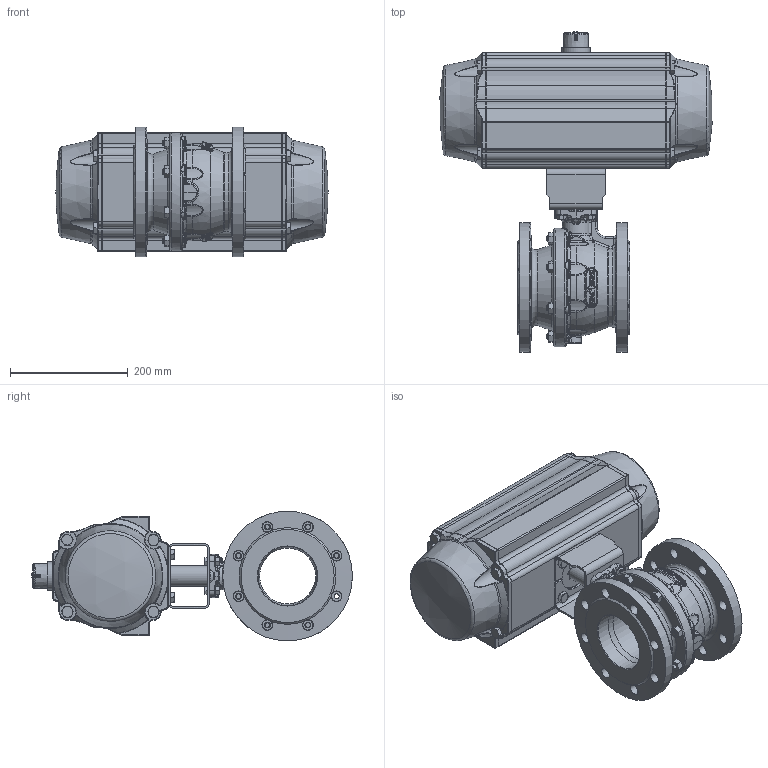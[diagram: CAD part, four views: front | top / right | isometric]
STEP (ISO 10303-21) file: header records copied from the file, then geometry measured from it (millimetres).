
FILE_DESCRIPTION(/* description */ ('Unknown','CAx-IF Rec.Pracs.---Representation and Presentation of Product Manufacturing Information (PMI)---4.0---2014-10-13','CAx-IF Rec.Pracs.---3D Tessellated Geometry---0.4---2014-09-14','2;1'),/* implementation_level */ '2;1');
FILE_NAME(/* name */ 'FR07 0919-12',/* time_stamp */ '2023-09-05T08:11:07+02:00',/* author */ ('Unknown'),/* organization */ ('Unknown'),/* preprocessor_version */ 'ST-DEVELOPER v18.102',/* originating_system */ 'Solid Edge',/* authorisation */ 'Unknown');
FILE_SCHEMA (('AP242_MANAGED_MODEL_BASED_3D_ENGINEERING_MIM_LF { 1 0 10303 442 1 1 4 }'));
Length unit declared in the file: millimetre
Products named in the file (15): FR07 0919-12; 49899018_Brücke F10-F07 Höhe 70; 4.170.100; DW08_FR07_(DW682_FR500); ____; ________(___________; _____________; ______; hexagon head bolts--product grade c gb_GB_FASTENER_BOLT_HHBC M12X55-N; cup head nib bolts with large head gb_GB_FASTENER_BOLT_CHNBW M6X25-N; KP-160; WUERTH 03228 hexagonal nut DIN 934  M8 A2 BLK_EDST; 49860501_Spindeladapter Edelstahl_SW27x27x25_Tasche SW17x17x15_BL88_ø
35; DIN 933 M8x20 A2-70 BLK_EDST; DIN 933 M10x25 A2-70 BLK_EDST
Assembly tree (32 placements, depth 4):
  FR07 0919-12
    49899018_Brücke F10-F07 Höhe 70
    4.170.100
    DW08_FR07_(DW682_FR500)
      ____
        ________(___________  x2
        _____________  x2
        ______
      hexagon head bolts--product grade c gb_GB_FASTENER_BOLT_HHBC M12X55-N  x8
      cup head nib bolts with large head gb_GB_FASTENER_BOLT_CHNBW M6X25-N
      KP-160
    WUERTH 03228 hexagonal nut DIN 934  M8 A2 BLK_EDST  x4
    49860501_Spindeladapter Edelstahl_SW27x27x25_Tasche SW17x17x15_BL88_ø
35
    DIN 933 M8x20 A2-70 BLK_EDST  x4
    DIN 933 M10x25 A2-70 BLK_EDST  x4
Bounding box: 461.71 x 544.4 x 220 mm (x, y, z)
Volume: 16699907.5 mm3; surface area: 819714.1 mm2
Topology: 30 solids, 38 shells, 2977 faces, 7281 edges, 4384 vertices
Faces by surface type: plane 943, bspline 738, cylinder 634, cone 367, torus 234, sphere 61
Full cylindrical faces by diameter (mm): 2.952 x1, 3 x16, 3.3 x8, 4.2 x12, 4.66 x1, 5 x1, 6 x1, 6.2 x1, 6.647 x4, 8 x4, 8.5 x6, 9 x8, 10 x18, 10.2 x12, 11 x12, 11.8 x2, 12 x8, 13 x4, 17 x4, 18 x16, 22.5 x1, 24 x1, 25 x1, 35 x1, 36 x1, 38.5 x1, 39 x1, 47.8 x1, 55 x1, 95 x1
Entity records: 104101 total; most frequent: CARTESIAN_POINT 49661, ORIENTED_EDGE 11840, DIRECTION 10007, EDGE_CURVE 5920, AXIS2_PLACEMENT_3D 4102, VERTEX_POINT 3730, FACE_BOUND 2938, EDGE_LOOP 2911
